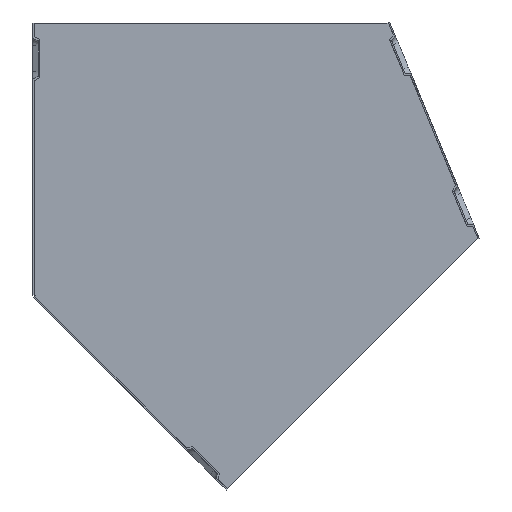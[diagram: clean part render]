
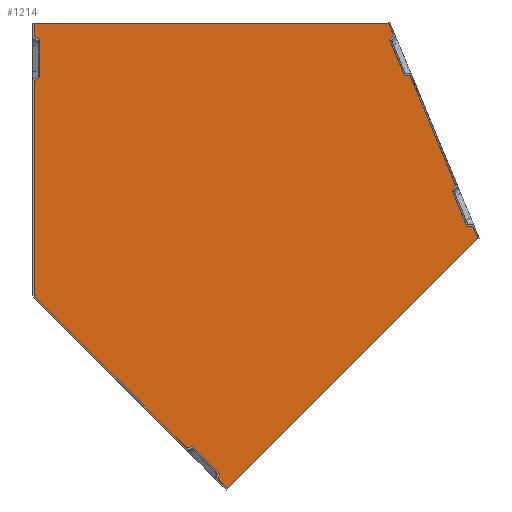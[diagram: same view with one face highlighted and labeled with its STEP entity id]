
A CAD part, front view. The second image highlights one B-rep face of the part: STEP entity #1214.
In plain terms, the highlighted planar face has unit normal (0, -1, 0).
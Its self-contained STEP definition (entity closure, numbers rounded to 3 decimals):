
#68=FACE_OUTER_BOUND('',#129,.T.);
#129=EDGE_LOOP('',(#759,#760,#761,#762,#763,#764,#765,#766,#767,#768,#769));
#190=LINE('',#1734,#329);
#191=LINE('',#1736,#330);
#192=LINE('',#1738,#331);
#193=LINE('',#1740,#332);
#194=LINE('',#1742,#333);
#195=LINE('',#1744,#334);
#196=LINE('',#1746,#335);
#197=LINE('',#1748,#336);
#198=LINE('',#1750,#337);
#199=LINE('',#1752,#338);
#200=LINE('',#1753,#339);
#329=VECTOR('',#1399,10.);
#330=VECTOR('',#1400,10.);
#331=VECTOR('',#1401,10.);
#332=VECTOR('',#1402,10.);
#333=VECTOR('',#1403,10.);
#334=VECTOR('',#1404,10.);
#335=VECTOR('',#1405,10.);
#336=VECTOR('',#1406,10.);
#337=VECTOR('',#1407,10.);
#338=VECTOR('',#1408,10.);
#339=VECTOR('',#1409,10.);
#468=VERTEX_POINT('',#1732);
#469=VERTEX_POINT('',#1733);
#470=VERTEX_POINT('',#1735);
#471=VERTEX_POINT('',#1737);
#472=VERTEX_POINT('',#1739);
#473=VERTEX_POINT('',#1741);
#474=VERTEX_POINT('',#1743);
#475=VERTEX_POINT('',#1745);
#476=VERTEX_POINT('',#1747);
#477=VERTEX_POINT('',#1749);
#478=VERTEX_POINT('',#1751);
#584=EDGE_CURVE('',#468,#469,#190,.T.);
#585=EDGE_CURVE('',#469,#470,#191,.T.);
#586=EDGE_CURVE('',#471,#470,#192,.T.);
#587=EDGE_CURVE('',#472,#471,#193,.T.);
#588=EDGE_CURVE('',#472,#473,#194,.T.);
#589=EDGE_CURVE('',#473,#474,#195,.T.);
#590=EDGE_CURVE('',#475,#474,#196,.T.);
#591=EDGE_CURVE('',#475,#476,#197,.T.);
#592=EDGE_CURVE('',#476,#477,#198,.T.);
#593=EDGE_CURVE('',#478,#477,#199,.T.);
#594=EDGE_CURVE('',#468,#478,#200,.T.);
#759=ORIENTED_EDGE('',*,*,#584,.T.);
#760=ORIENTED_EDGE('',*,*,#585,.T.);
#761=ORIENTED_EDGE('',*,*,#586,.F.);
#762=ORIENTED_EDGE('',*,*,#587,.F.);
#763=ORIENTED_EDGE('',*,*,#588,.T.);
#764=ORIENTED_EDGE('',*,*,#589,.T.);
#765=ORIENTED_EDGE('',*,*,#590,.F.);
#766=ORIENTED_EDGE('',*,*,#591,.T.);
#767=ORIENTED_EDGE('',*,*,#592,.T.);
#768=ORIENTED_EDGE('',*,*,#593,.F.);
#769=ORIENTED_EDGE('',*,*,#594,.F.);
#1109=PLANE('',#1298);
#1214=ADVANCED_FACE('',(#68),#1109,.F.);
#1298=AXIS2_PLACEMENT_3D('',#1731,#1397,#1398);
#1397=DIRECTION('center_axis',(0.,1.,0.));
#1398=DIRECTION('ref_axis',(0.,0.,1.));
#1399=DIRECTION('',(0.924,0.,0.383));
#1400=DIRECTION('',(-0.383,0.,0.924));
#1401=DIRECTION('',(0.924,0.,0.383));
#1402=DIRECTION('',(1.,0.,0.));
#1403=DIRECTION('',(-1.,0.,0.));
#1404=DIRECTION('',(0.,0.,-1.));
#1405=DIRECTION('',(-1.,0.,0.));
#1406=DIRECTION('',(-0.707,0.,-0.707));
#1407=DIRECTION('',(0.707,0.,-0.707));
#1408=DIRECTION('',(-0.707,0.,-0.707));
#1409=DIRECTION('',(-0.707,0.,-0.707));
#1731=CARTESIAN_POINT('Origin',(-86.919,-0.8,-107.441));
#1732=CARTESIAN_POINT('',(50.514,-0.8,-121.952));
#1733=CARTESIAN_POINT('',(51.253,-0.8,-121.646));
#1734=CARTESIAN_POINT('',(-5.204,-0.8,-145.031));
#1735=CARTESIAN_POINT('',(0.739,-0.8,0.306));
#1736=CARTESIAN_POINT('',(25.996,-0.8,-60.67));
#1737=CARTESIAN_POINT('',(0.,-0.8,0.));
#1738=CARTESIAN_POINT('',(-55.349,-0.8,-22.926));
#1739=CARTESIAN_POINT('',(-198.,-0.8,0.));
#1740=CARTESIAN_POINT('',(0.,-0.8,0.));
#1741=CARTESIAN_POINT('',(-198.8,-0.8,0.));
#1742=CARTESIAN_POINT('',(-142.859,-0.8,0.));
#1743=CARTESIAN_POINT('',(-198.8,-0.8,-153.452));
#1744=CARTESIAN_POINT('',(-198.8,-0.8,-92.083));
#1745=CARTESIAN_POINT('',(-198.,-0.8,-153.452));
#1746=CARTESIAN_POINT('',(-143.259,-0.8,-153.452));
#1747=CARTESIAN_POINT('',(-198.566,-0.8,-154.018));
#1748=CARTESIAN_POINT('',(-159.01,-0.8,-114.462));
#1749=CARTESIAN_POINT('',(-90.059,-0.8,-262.525));
#1750=CARTESIAN_POINT('',(-155.171,-0.8,-197.412));
#1751=CARTESIAN_POINT('',(-89.493,-0.8,-261.959));
#1752=CARTESIAN_POINT('',(-50.785,-0.8,-223.252));
#1753=CARTESIAN_POINT('',(-89.493,-0.8,-261.959));
